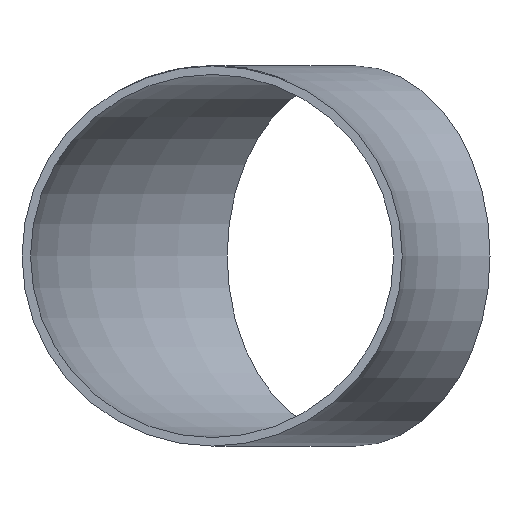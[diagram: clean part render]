
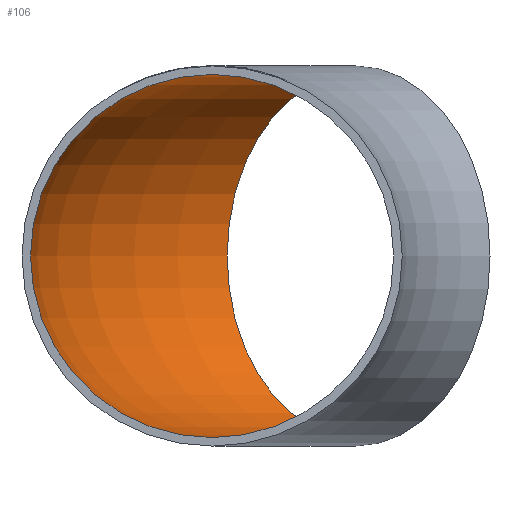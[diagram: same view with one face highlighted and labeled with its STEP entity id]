
A CAD part, front view. The second image highlights one B-rep face of the part: STEP entity #106.
In plain terms, the highlighted toroidal (fillet/blend) face has major radius 114.5 mm and minor radius 42.45 mm.
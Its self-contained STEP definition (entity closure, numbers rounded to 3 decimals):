
#106 = ADVANCED_FACE ( 'NONE', ( #11980, #6726 ), #23881, .F. ) ;
#278 = ORIENTED_EDGE ( 'NONE', *, *, #21667, .T. ) ;
#678 = CARTESIAN_POINT ( 'NONE',  ( -114.5, 0., 0. ) ) ;
#700 = DIRECTION ( 'NONE',  ( 0.707, 0.707, 0. ) ) ;
#935 = DIRECTION ( 'NONE',  ( -1., 0., 0. ) ) ;
#5113 = EDGE_LOOP ( 'NONE', ( #278 ) ) ;
#5150 = EDGE_LOOP ( 'NONE', ( #16301 ) ) ;
#6600 = DIRECTION ( 'NONE',  ( 0., 1., 0. ) ) ;
#6726 = FACE_OUTER_BOUND ( 'NONE', #5150, .T. ) ;
#7506 = EDGE_CURVE ( 'NONE', #20216, #20216, #22863, .T. ) ;
#8219 = DIRECTION ( 'NONE',  ( 0., 0., 1. ) ) ;
#8353 = VERTEX_POINT ( 'NONE', #14085 ) ;
#8359 = DIRECTION ( 'NONE',  ( -0.707, 0.707, 0. ) ) ;
#11112 = AXIS2_PLACEMENT_3D ( 'NONE', #17678, #14073, #935 ) ;
#11980 = FACE_OUTER_BOUND ( 'NONE', #5113, .T. ) ;
#12034 = AXIS2_PLACEMENT_3D ( 'NONE', #13972, #700, #8359 ) ;
#13972 = CARTESIAN_POINT ( 'NONE',  ( -80.964, 80.964, 0. ) ) ;
#14073 = DIRECTION ( 'NONE',  ( 0., 0., -1. ) ) ;
#14085 = CARTESIAN_POINT ( 'NONE',  ( -110.98, 110.98, 0. ) ) ;
#16301 = ORIENTED_EDGE ( 'NONE', *, *, #7506, .F. ) ;
#17678 = CARTESIAN_POINT ( 'NONE',  ( 0., 0., 0. ) ) ;
#20216 = VERTEX_POINT ( 'NONE', #24095 ) ;
#20486 = AXIS2_PLACEMENT_3D ( 'NONE', #678, #6600, #8219 ) ;
#21667 = EDGE_CURVE ( 'NONE', #8353, #8353, #22777, .T. ) ;
#22777 = CIRCLE ( 'NONE', #12034, 42.45 ) ;
#22863 = CIRCLE ( 'NONE', #20486, 42.45 ) ;
#23881 = TOROIDAL_SURFACE ( 'NONE', #11112, 114.5, 42.45 ) ;
#24095 = CARTESIAN_POINT ( 'NONE',  ( -114.5, 0., 42.45 ) ) ;
